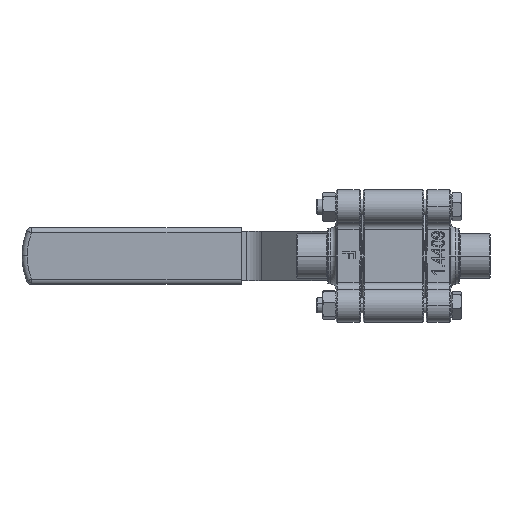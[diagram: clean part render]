
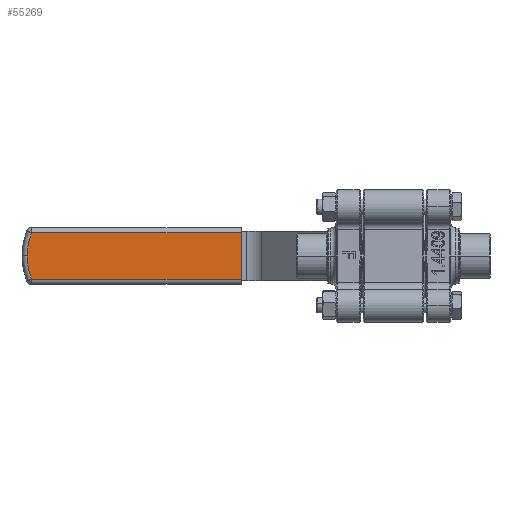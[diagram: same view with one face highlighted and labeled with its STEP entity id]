
A CAD part, front view. The second image highlights one B-rep face of the part: STEP entity #55269.
In plain terms, the highlighted planar face has unit normal (0, -1, 0).
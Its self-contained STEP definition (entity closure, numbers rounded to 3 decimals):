
#944 = CARTESIAN_POINT ( 'NONE',  ( -117.5, 74.715, 0. ) ) ;
#2656 = EDGE_LOOP ( 'NONE', ( #40557, #55637, #66472, #20357, #69486 ) ) ;
#6035 = CARTESIAN_POINT ( 'NONE',  ( -59., 74.715, -9. ) ) ;
#6062 = CARTESIAN_POINT ( 'NONE',  ( -117.5, 74.715, 0. ) ) ;
#6130 = CARTESIAN_POINT ( 'NONE',  ( -140.287, 74.715, -9. ) ) ;
#7088 = DIRECTION ( 'NONE',  ( -1., 0., 0. ) ) ;
#7097 = DIRECTION ( 'NONE',  ( -1., 0., 0. ) ) ;
#7462 = VERTEX_POINT ( 'NONE', #6035 ) ;
#8693 = EDGE_CURVE ( 'NONE', #66369, #7462, #33980, .T. ) ;
#12285 = DIRECTION ( 'NONE',  ( -1., 0., 0. ) ) ;
#13098 = EDGE_CURVE ( 'NONE', #16232, #73651, #18561, .T. ) ;
#16126 = DIRECTION ( 'NONE',  ( 0., 0., 1. ) ) ;
#16232 = VERTEX_POINT ( 'NONE', #77290 ) ;
#17673 = DIRECTION ( 'NONE',  ( 0., -1., 0. ) ) ;
#18561 = CIRCLE ( 'NONE', #63633, 24.5 ) ;
#20357 = ORIENTED_EDGE ( 'NONE', *, *, #64648, .T. ) ;
#20971 = VECTOR ( 'NONE', #7097, 1000. ) ;
#22547 = VERTEX_POINT ( 'NONE', #73635 ) ;
#22834 = CARTESIAN_POINT ( 'NONE',  ( -59., 74.715, -11. ) ) ;
#23869 = AXIS2_PLACEMENT_3D ( 'NONE', #6062, #48850, #12285 ) ;
#26246 = DIRECTION ( 'NONE',  ( 1., 0., 0. ) ) ;
#26819 = AXIS2_PLACEMENT_3D ( 'NONE', #54242, #17673, #60368 ) ;
#27639 = CARTESIAN_POINT ( 'NONE',  ( -142., 74.715, 0. ) ) ;
#32047 = VECTOR ( 'NONE', #26246, 1000. ) ;
#33980 = LINE ( 'NONE', #45169, #32047 ) ;
#40557 = ORIENTED_EDGE ( 'NONE', *, *, #57042, .T. ) ;
#43813 = DIRECTION ( 'NONE',  ( 0., -1., 0. ) ) ;
#45169 = CARTESIAN_POINT ( 'NONE',  ( -59., 74.715, -9. ) ) ;
#48337 = PLANE ( 'NONE',  #23869 ) ;
#48850 = DIRECTION ( 'NONE',  ( 0., 1., 0. ) ) ;
#53465 = LINE ( 'NONE', #57368, #20971 ) ;
#54242 = CARTESIAN_POINT ( 'NONE',  ( -117.5, 74.715, 0. ) ) ;
#55269 = ADVANCED_FACE ( 'NONE', ( #71592 ), #48337, .F. ) ;
#55637 = ORIENTED_EDGE ( 'NONE', *, *, #62534, .T. ) ;
#57042 = EDGE_CURVE ( 'NONE', #7462, #22547, #74042, .T. ) ;
#57368 = CARTESIAN_POINT ( 'NONE',  ( -141.609, 74.715, 9. ) ) ;
#60368 = DIRECTION ( 'NONE',  ( -1., 0., 0. ) ) ;
#61513 = CIRCLE ( 'NONE', #26819, 24.5 ) ;
#62534 = EDGE_CURVE ( 'NONE', #22547, #16232, #53465, .T. ) ;
#63633 = AXIS2_PLACEMENT_3D ( 'NONE', #944, #43813, #7088 ) ;
#64648 = EDGE_CURVE ( 'NONE', #73651, #66369, #61513, .T. ) ;
#66369 = VERTEX_POINT ( 'NONE', #6130 ) ;
#66472 = ORIENTED_EDGE ( 'NONE', *, *, #13098, .T. ) ;
#69486 = ORIENTED_EDGE ( 'NONE', *, *, #8693, .T. ) ;
#71592 = FACE_OUTER_BOUND ( 'NONE', #2656, .T. ) ;
#72086 = VECTOR ( 'NONE', #16126, 1000. ) ;
#73635 = CARTESIAN_POINT ( 'NONE',  ( -59., 74.715, 9. ) ) ;
#73651 = VERTEX_POINT ( 'NONE', #27639 ) ;
#74042 = LINE ( 'NONE', #22834, #72086 ) ;
#77290 = CARTESIAN_POINT ( 'NONE',  ( -140.287, 74.715, 9. ) ) ;
